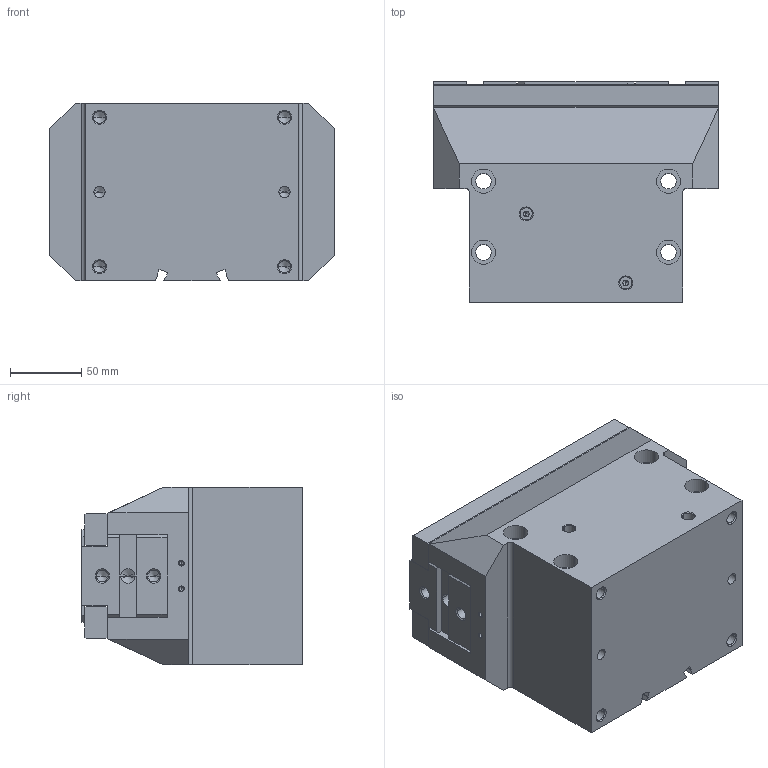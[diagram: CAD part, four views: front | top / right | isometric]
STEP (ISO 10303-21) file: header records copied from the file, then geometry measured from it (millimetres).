
FILE_DESCRIPTION( ( '' ), '1' );
FILE_NAME( 'op130i_op725abd_0_2_14a.stp', '2010-10-25T12:47:15', ( '' ), ( '' ), ' ', ' ', ' ' );
FILE_SCHEMA( ( 'automotive_design' ) );
Length unit declared in the file: millimetre
Products named in the file (3): 1; 2; 3
Bounding box: 200 x 155 x 125 mm (x, y, z)
Volume: 2920321.5 mm3; surface area: 250795.2 mm2
Topology: 3 solids, 3 shells, 348 faces, 894 edges, 534 vertices
Faces by surface type: plane 170, cylinder 90, cone 88
Entity records: 19808 total; most frequent: DIRECTION 1760, STYLED_ITEM 1727, PRESENTATION_STYLE_ASSIGNMENT 1727, CARTESIAN_POINT 1727, COLOUR_RGB 1727, ORIENTED_EDGE 1684, EDGE_CURVE 842, CURVE_STYLE 842
